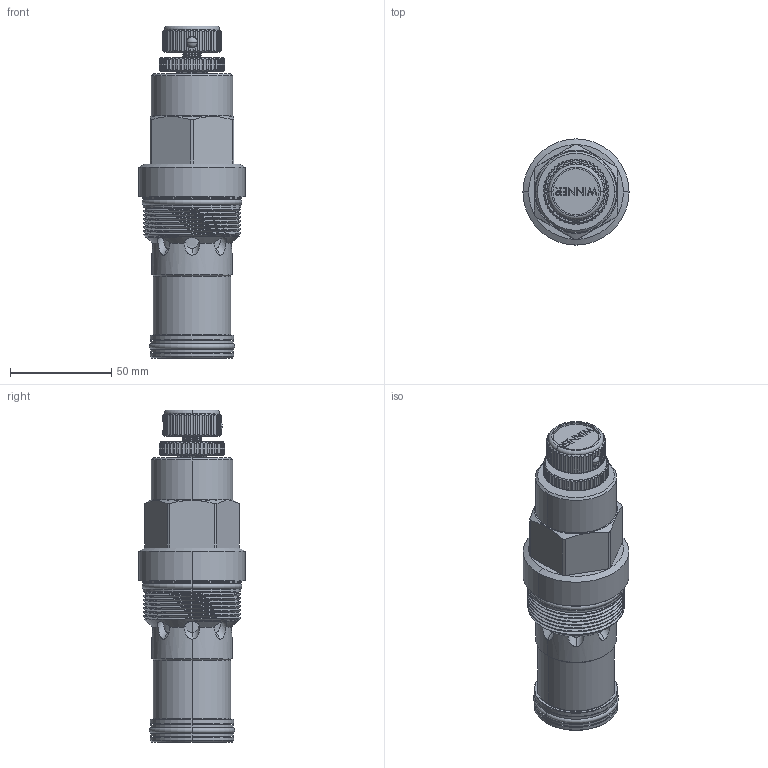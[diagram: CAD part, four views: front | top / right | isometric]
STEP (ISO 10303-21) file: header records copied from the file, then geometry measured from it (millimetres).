
FILE_DESCRIPTION (( 'STEP AP203' ), '1' );
FILE_NAME ('NV18A20-K.STEP', '2023-11-22T02:08:25', ( '' ), ( '' ), 'SwSTEP 2.0', 'SolidWorks 2018', '' );
FILE_SCHEMA (( 'CONFIG_CONTROL_DESIGN' ));
Length unit declared in the file: millimetre
Products named in the file (1): NV18A20-K
Bounding box: 52.37 x 52.37 x 163.8 mm (x, y, z)
Volume: 212549.1 mm3; surface area: 33148 mm2
Topology: 1 solids, 3 shells, 639 faces, 1722 edges, 1110 vertices
Faces by surface type: cylinder 364, plane 163, cone 55, bspline 33, torus 22, sphere 2
Entity records: 40880 total; most frequent: CARTESIAN_POINT 25764, ORIENTED_EDGE 3420, DIRECTION 2822, EDGE_CURVE 1710, VERTEX_POINT 1110, AXIS2_PLACEMENT_3D 1077, EDGE_LOOP 676, VECTOR 668
